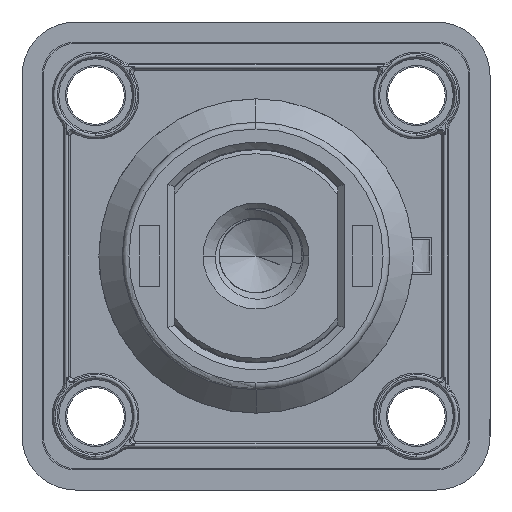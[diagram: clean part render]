
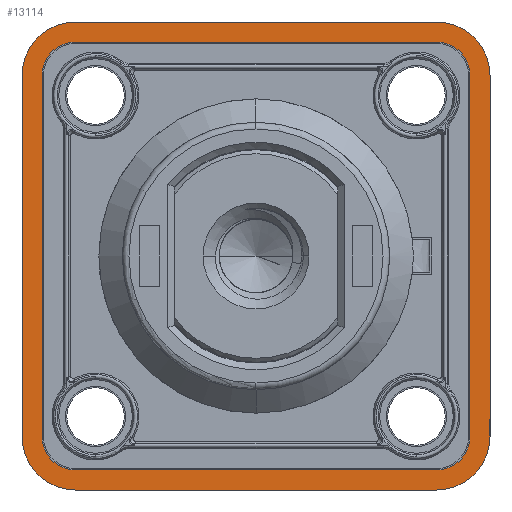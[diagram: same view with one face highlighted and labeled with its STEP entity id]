
A CAD part, left-side view. The second image highlights one B-rep face of the part: STEP entity #13114.
In plain terms, the highlighted face is planar.
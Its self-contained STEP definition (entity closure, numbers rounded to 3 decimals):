
#859=DIRECTION('',(1.,0.,0.));
#860=VECTOR('',#859,27.);
#861=CARTESIAN_POINT('',(-13.5,17.5,-5.));
#862=LINE('',#861,#860);
#880=DIRECTION('',(0.,1.,0.));
#881=VECTOR('',#880,27.);
#882=CARTESIAN_POINT('',(-17.5,-13.5,-5.));
#883=LINE('',#882,#881);
#901=DIRECTION('',(-1.,0.,0.));
#902=VECTOR('',#901,27.);
#903=CARTESIAN_POINT('',(13.5,-17.5,-5.));
#904=LINE('',#903,#902);
#922=DIRECTION('',(0.,-1.,0.));
#923=VECTOR('',#922,27.);
#924=CARTESIAN_POINT('',(17.5,13.5,-5.));
#925=LINE('',#924,#923);
#943=CARTESIAN_POINT('',(-13.5,13.5,-5.));
#944=DIRECTION('',(0.,0.,1.));
#945=DIRECTION('',(0.,1.,0.));
#946=AXIS2_PLACEMENT_3D('',#943,#944,#945);
#951=CARTESIAN_POINT('',(-13.5,-13.5,-5.));
#952=DIRECTION('',(0.,0.,1.));
#953=DIRECTION('',(-1.,0.,0.));
#954=AXIS2_PLACEMENT_3D('',#951,#952,#953);
#959=CARTESIAN_POINT('',(13.5,-13.5,-5.));
#960=DIRECTION('',(0.,0.,1.));
#961=DIRECTION('',(0.,-1.,0.));
#962=AXIS2_PLACEMENT_3D('',#959,#960,#961);
#967=CARTESIAN_POINT('',(13.5,13.5,-5.));
#968=DIRECTION('',(0.,0.,1.));
#969=DIRECTION('',(1.,0.,0.));
#970=AXIS2_PLACEMENT_3D('',#967,#968,#969);
#975=CARTESIAN_POINT('',(-13.5,-13.5,-5.));
#976=DIRECTION('',(0.,0.,-1.));
#977=DIRECTION('',(0.,-1.,0.));
#978=AXIS2_PLACEMENT_3D('',#975,#976,#977);
#983=CARTESIAN_POINT('',(-13.5,13.5,-5.));
#984=DIRECTION('',(0.,0.,-1.));
#985=DIRECTION('',(-1.,0.,0.));
#986=AXIS2_PLACEMENT_3D('',#983,#984,#985);
#991=CARTESIAN_POINT('',(13.5,13.5,-5.));
#992=DIRECTION('',(0.,0.,-1.));
#993=DIRECTION('',(0.,1.,0.));
#994=AXIS2_PLACEMENT_3D('',#991,#992,#993);
#999=CARTESIAN_POINT('',(13.5,-13.5,-5.));
#1000=DIRECTION('',(0.,0.,-1.));
#1001=DIRECTION('',(1.,0.,0.));
#1002=AXIS2_PLACEMENT_3D('',#999,#1000,#1001);
#1021=DIRECTION('',(1.,0.,0.));
#1022=VECTOR('',#1021,27.);
#1023=CARTESIAN_POINT('',(-13.5,-16.,-5.));
#1024=LINE('',#1023,#1022);
#1042=DIRECTION('',(0.,1.,0.));
#1043=VECTOR('',#1042,27.);
#1044=CARTESIAN_POINT('',(16.,-13.5,-5.));
#1045=LINE('',#1044,#1043);
#1063=DIRECTION('',(-1.,0.,0.));
#1064=VECTOR('',#1063,27.);
#1065=CARTESIAN_POINT('',(13.5,16.,-5.));
#1066=LINE('',#1065,#1064);
#1084=DIRECTION('',(0.,-1.,0.));
#1085=VECTOR('',#1084,27.);
#1086=CARTESIAN_POINT('',(-16.,13.5,-5.));
#1087=LINE('',#1086,#1085);
#11350=CARTESIAN_POINT('',(-13.5,17.5,-5.));
#11351=VERTEX_POINT('',#11350);
#11352=CARTESIAN_POINT('',(13.5,17.5,-5.));
#11353=VERTEX_POINT('',#11352);
#11354=CARTESIAN_POINT('',(-17.5,13.5,-5.));
#11355=VERTEX_POINT('',#11354);
#11356=CARTESIAN_POINT('',(-17.5,-13.5,-5.));
#11357=VERTEX_POINT('',#11356);
#11358=CARTESIAN_POINT('',(-13.5,-17.5,-5.));
#11359=VERTEX_POINT('',#11358);
#11360=CARTESIAN_POINT('',(13.5,-17.5,-5.));
#11361=VERTEX_POINT('',#11360);
#11362=CARTESIAN_POINT('',(17.5,-13.5,-5.));
#11363=VERTEX_POINT('',#11362);
#11364=CARTESIAN_POINT('',(17.5,13.5,-5.));
#11365=VERTEX_POINT('',#11364);
#11366=CARTESIAN_POINT('',(-13.5,-16.,-5.));
#11367=CARTESIAN_POINT('',(-16.,-13.5,-5.));
#11368=VERTEX_POINT('',#11366);
#11369=VERTEX_POINT('',#11367);
#11370=CARTESIAN_POINT('',(-16.,13.5,-5.));
#11371=VERTEX_POINT('',#11370);
#11372=CARTESIAN_POINT('',(-13.5,16.,-5.));
#11373=VERTEX_POINT('',#11372);
#11374=CARTESIAN_POINT('',(13.5,16.,-5.));
#11375=VERTEX_POINT('',#11374);
#11376=CARTESIAN_POINT('',(16.,13.5,-5.));
#11377=VERTEX_POINT('',#11376);
#11378=CARTESIAN_POINT('',(16.,-13.5,-5.));
#11379=VERTEX_POINT('',#11378);
#11380=CARTESIAN_POINT('',(13.5,-16.,-5.));
#11381=VERTEX_POINT('',#11380);
#13081=CARTESIAN_POINT('',(0.,0.,-5.));
#13082=DIRECTION('',(0.,0.,1.));
#13083=DIRECTION('',(1.,0.,0.));
#13084=AXIS2_PLACEMENT_3D('',#13081,#13082,#13083);
#13085=PLANE('',#13084);
#13086=ORIENTED_EDGE('',*,*,#12992,.T.);
#13087=ORIENTED_EDGE('',*,*,#13006,.F.);
#13088=ORIENTED_EDGE('',*,*,#13020,.T.);
#13089=ORIENTED_EDGE('',*,*,#13034,.F.);
#13090=ORIENTED_EDGE('',*,*,#13048,.T.);
#13091=ORIENTED_EDGE('',*,*,#13062,.F.);
#13092=ORIENTED_EDGE('',*,*,#13075,.T.);
#13093=ORIENTED_EDGE('',*,*,#12977,.F.);
#13094=EDGE_LOOP('',(#13086,#13087,#13088,#13089,#13090,#13091,#13092,#13093));
#13095=FACE_OUTER_BOUND('',#13094,.F.);
#13097=ORIENTED_EDGE('',*,*,#13096,.T.);
#13099=ORIENTED_EDGE('',*,*,#13098,.F.);
#13101=ORIENTED_EDGE('',*,*,#13100,.T.);
#13103=ORIENTED_EDGE('',*,*,#13102,.F.);
#13105=ORIENTED_EDGE('',*,*,#13104,.T.);
#13107=ORIENTED_EDGE('',*,*,#13106,.F.);
#13109=ORIENTED_EDGE('',*,*,#13108,.T.);
#13111=ORIENTED_EDGE('',*,*,#13110,.F.);
#13112=EDGE_LOOP('',(#13097,#13099,#13101,#13103,#13105,#13107,#13109,#13111));
#13113=FACE_BOUND('',#13112,.F.);
#947=CIRCLE('',#946,4.);
#955=CIRCLE('',#954,4.);
#963=CIRCLE('',#962,4.);
#971=CIRCLE('',#970,4.);
#979=CIRCLE('',#978,2.5);
#987=CIRCLE('',#986,2.5);
#995=CIRCLE('',#994,2.5);
#1003=CIRCLE('',#1002,2.5);
#12977=EDGE_CURVE('',#11351,#11353,#862,.T.);
#12992=EDGE_CURVE('',#11351,#11355,#947,.T.);
#13006=EDGE_CURVE('',#11357,#11355,#883,.T.);
#13020=EDGE_CURVE('',#11357,#11359,#955,.T.);
#13034=EDGE_CURVE('',#11361,#11359,#904,.T.);
#13048=EDGE_CURVE('',#11361,#11363,#963,.T.);
#13062=EDGE_CURVE('',#11365,#11363,#925,.T.);
#13075=EDGE_CURVE('',#11365,#11353,#971,.T.);
#13096=EDGE_CURVE('',#11368,#11369,#979,.T.);
#13098=EDGE_CURVE('',#11371,#11369,#1087,.T.);
#13100=EDGE_CURVE('',#11371,#11373,#987,.T.);
#13102=EDGE_CURVE('',#11375,#11373,#1066,.T.);
#13104=EDGE_CURVE('',#11375,#11377,#995,.T.);
#13106=EDGE_CURVE('',#11379,#11377,#1045,.T.);
#13108=EDGE_CURVE('',#11379,#11381,#1003,.T.);
#13110=EDGE_CURVE('',#11368,#11381,#1024,.T.);
#13114=ADVANCED_FACE('',(#13095,#13113),#13085,.F.);
